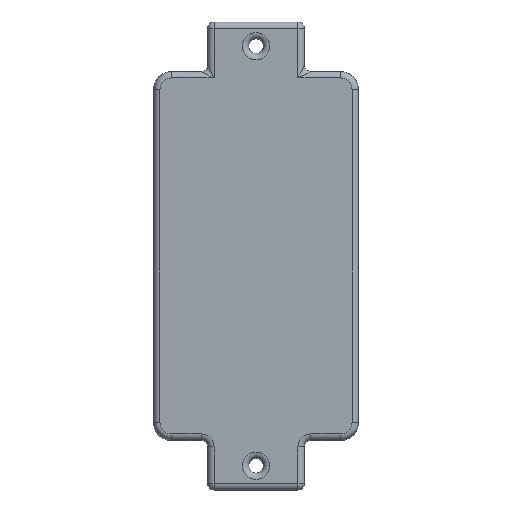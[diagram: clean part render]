
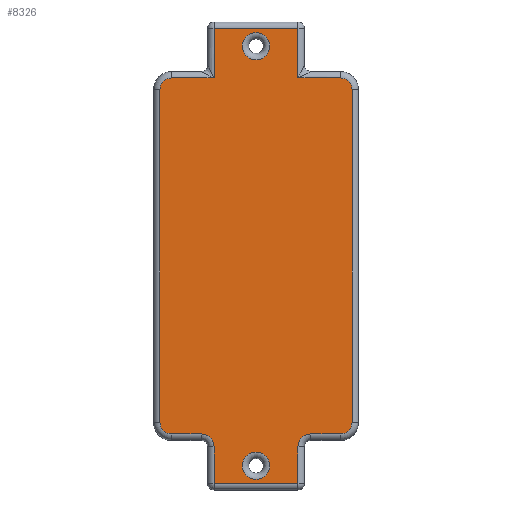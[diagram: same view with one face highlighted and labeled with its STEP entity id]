
A CAD part, top view. The second image highlights one B-rep face of the part: STEP entity #8326.
In plain terms, the highlighted planar face has unit normal (0, 0, 1).
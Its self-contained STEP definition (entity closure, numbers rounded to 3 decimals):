
#361=FACE_BOUND('',#1558,.T.);
#362=FACE_BOUND('',#1559,.T.);
#527=PLANE('',#9228);
#991=FACE_OUTER_BOUND('',#1557,.T.);
#1557=EDGE_LOOP('',(#7409,#7410,#7411,#7412,#7413,#7414,#7415,#7416,#7417,
#7418,#7419,#7420,#7421,#7422,#7423,#7424,#7425,#7426));
#1558=EDGE_LOOP('',(#7427));
#1559=EDGE_LOOP('',(#7428));
#2194=LINE('',#15519,#2808);
#2199=LINE('',#15529,#2813);
#2201=LINE('',#15533,#2815);
#2203=LINE('',#15537,#2817);
#2204=LINE('',#15551,#2818);
#2205=LINE('',#15555,#2819);
#2206=LINE('',#15559,#2820);
#2207=LINE('',#15563,#2821);
#2208=LINE('',#15565,#2822);
#2209=LINE('',#15567,#2823);
#2210=LINE('',#15571,#2824);
#2211=LINE('',#15574,#2825);
#2808=VECTOR('',#11561,10.);
#2813=VECTOR('',#11570,10.);
#2815=VECTOR('',#11574,10.);
#2817=VECTOR('',#11580,10.);
#2818=VECTOR('',#11599,10.);
#2819=VECTOR('',#11602,10.);
#2820=VECTOR('',#11605,10.);
#2821=VECTOR('',#11608,10.);
#2822=VECTOR('',#11609,10.);
#2823=VECTOR('',#11610,10.);
#2824=VECTOR('',#11613,10.);
#2825=VECTOR('',#11616,10.);
#3244=CIRCLE('',#9227,4.25);
#3245=CIRCLE('',#9229,3.652);
#3246=CIRCLE('',#9230,3.652);
#3247=CIRCLE('',#9231,3.652);
#3248=CIRCLE('',#9232,4.);
#3249=CIRCLE('',#9233,4.);
#3250=CIRCLE('',#9234,3.652);
#3251=CIRCLE('',#9235,4.25);
#3981=VERTEX_POINT('',#15397);
#3988=VERTEX_POINT('',#15451);
#3991=VERTEX_POINT('',#15501);
#3994=VERTEX_POINT('',#15511);
#3996=VERTEX_POINT('',#15517);
#4000=VERTEX_POINT('',#15532);
#4003=VERTEX_POINT('',#15545);
#4004=VERTEX_POINT('',#15549);
#4005=VERTEX_POINT('',#15552);
#4006=VERTEX_POINT('',#15554);
#4007=VERTEX_POINT('',#15556);
#4008=VERTEX_POINT('',#15558);
#4009=VERTEX_POINT('',#15560);
#4010=VERTEX_POINT('',#15562);
#4011=VERTEX_POINT('',#15564);
#4012=VERTEX_POINT('',#15566);
#4013=VERTEX_POINT('',#15568);
#4014=VERTEX_POINT('',#15570);
#4015=VERTEX_POINT('',#15572);
#4016=VERTEX_POINT('',#15575);
#5145=EDGE_CURVE('',#3996,#3988,#2194,.T.);
#5150=EDGE_CURVE('',#3988,#3981,#2199,.T.);
#5152=EDGE_CURVE('',#3991,#4000,#2201,.T.);
#5155=EDGE_CURVE('',#3994,#3991,#2203,.T.);
#5159=EDGE_CURVE('',#4003,#4003,#3244,.T.);
#5160=EDGE_CURVE('',#4000,#4004,#3245,.T.);
#5161=EDGE_CURVE('',#3981,#3994,#2204,.T.);
#5162=EDGE_CURVE('',#4005,#3996,#3246,.T.);
#5163=EDGE_CURVE('',#4006,#4005,#2205,.T.);
#5164=EDGE_CURVE('',#4007,#4006,#3247,.T.);
#5165=EDGE_CURVE('',#4008,#4007,#2206,.T.);
#5166=EDGE_CURVE('',#4009,#4008,#3248,.T.);
#5167=EDGE_CURVE('',#4010,#4009,#2207,.T.);
#5168=EDGE_CURVE('',#4011,#4010,#2208,.T.);
#5169=EDGE_CURVE('',#4012,#4011,#2209,.T.);
#5170=EDGE_CURVE('',#4013,#4012,#3249,.T.);
#5171=EDGE_CURVE('',#4014,#4013,#2210,.T.);
#5172=EDGE_CURVE('',#4015,#4014,#3250,.T.);
#5173=EDGE_CURVE('',#4004,#4015,#2211,.T.);
#5174=EDGE_CURVE('',#4016,#4016,#3251,.T.);
#7409=ORIENTED_EDGE('',*,*,#5160,.F.);
#7410=ORIENTED_EDGE('',*,*,#5152,.F.);
#7411=ORIENTED_EDGE('',*,*,#5155,.F.);
#7412=ORIENTED_EDGE('',*,*,#5161,.F.);
#7413=ORIENTED_EDGE('',*,*,#5150,.F.);
#7414=ORIENTED_EDGE('',*,*,#5145,.F.);
#7415=ORIENTED_EDGE('',*,*,#5162,.F.);
#7416=ORIENTED_EDGE('',*,*,#5163,.F.);
#7417=ORIENTED_EDGE('',*,*,#5164,.F.);
#7418=ORIENTED_EDGE('',*,*,#5165,.F.);
#7419=ORIENTED_EDGE('',*,*,#5166,.F.);
#7420=ORIENTED_EDGE('',*,*,#5167,.F.);
#7421=ORIENTED_EDGE('',*,*,#5168,.F.);
#7422=ORIENTED_EDGE('',*,*,#5169,.F.);
#7423=ORIENTED_EDGE('',*,*,#5170,.F.);
#7424=ORIENTED_EDGE('',*,*,#5171,.F.);
#7425=ORIENTED_EDGE('',*,*,#5172,.F.);
#7426=ORIENTED_EDGE('',*,*,#5173,.F.);
#7427=ORIENTED_EDGE('',*,*,#5174,.F.);
#7428=ORIENTED_EDGE('',*,*,#5159,.F.);
#8326=ADVANCED_FACE('',(#991,#361,#362),#527,.T.);
#9227=AXIS2_PLACEMENT_3D('',#15547,#11593,#11594);
#9228=AXIS2_PLACEMENT_3D('',#15548,#11595,#11596);
#9229=AXIS2_PLACEMENT_3D('',#15550,#11597,#11598);
#9230=AXIS2_PLACEMENT_3D('',#15553,#11600,#11601);
#9231=AXIS2_PLACEMENT_3D('',#15557,#11603,#11604);
#9232=AXIS2_PLACEMENT_3D('',#15561,#11606,#11607);
#9233=AXIS2_PLACEMENT_3D('',#15569,#11611,#11612);
#9234=AXIS2_PLACEMENT_3D('',#15573,#11614,#11615);
#9235=AXIS2_PLACEMENT_3D('',#15576,#11617,#11618);
#11561=DIRECTION('',(1.,0.,0.));
#11570=DIRECTION('',(0.,1.,0.));
#11574=DIRECTION('',(1.,0.,0.));
#11580=DIRECTION('',(0.,-1.,0.));
#11593=DIRECTION('center_axis',(0.,0.,
1.));
#11594=DIRECTION('ref_axis',(1.,0.,0.));
#11595=DIRECTION('center_axis',(0.,0.,
1.));
#11596=DIRECTION('ref_axis',(1.,0.,0.));
#11597=DIRECTION('center_axis',(0.,0.,
-1.));
#11598=DIRECTION('ref_axis',(0.344,0.939,0.));
#11599=DIRECTION('',(1.,0.,0.));
#11600=DIRECTION('center_axis',(0.,0.,
-1.));
#11601=DIRECTION('ref_axis',(-0.344,0.939,0.));
#11602=DIRECTION('',(0.,1.,0.));
#11603=DIRECTION('center_axis',(0.,0.,
-1.));
#11604=DIRECTION('ref_axis',(-0.707,-0.707,0.));
#11605=DIRECTION('',(-1.,0.,0.));
#11606=DIRECTION('center_axis',(0.,0.,
1.));
#11607=DIRECTION('ref_axis',(0.707,0.707,0.));
#11608=DIRECTION('',(0.,1.,0.));
#11609=DIRECTION('',(-1.,0.,0.));
#11610=DIRECTION('',(0.,-1.,0.));
#11611=DIRECTION('center_axis',(0.,0.,
1.));
#11612=DIRECTION('ref_axis',(-0.707,0.707,0.));
#11613=DIRECTION('',(-1.,0.,0.));
#11614=DIRECTION('center_axis',(0.,0.,
-1.));
#11615=DIRECTION('ref_axis',(0.707,-0.707,0.));
#11616=DIRECTION('',(0.,-1.,0.));
#11617=DIRECTION('center_axis',(0.,0.,
1.));
#11618=DIRECTION('ref_axis',(1.,0.,0.));
#15397=CARTESIAN_POINT('',(-103.,70.504,-19.605));
#15451=CARTESIAN_POINT('',(-103.,55.15,-19.605));
#15501=CARTESIAN_POINT('',(-77.,55.15,-19.605));
#15511=CARTESIAN_POINT('',(-77.,70.504,-19.605));
#15517=CARTESIAN_POINT('',(-116.099,55.15,-19.605));
#15519=CARTESIAN_POINT('',(-121.75,55.15,-19.605));
#15529=CARTESIAN_POINT('',(-103.,0.,-19.605));
#15532=CARTESIAN_POINT('',(-63.902,55.15,-19.605));
#15533=CARTESIAN_POINT('',(-121.75,55.15,-19.605));
#15537=CARTESIAN_POINT('',(-77.,-7.677,-19.605));
#15545=CARTESIAN_POINT('',(-94.25,64.999,-19.605));
#15547=CARTESIAN_POINT('Origin',(-90.,64.999,-19.605));
#15548=CARTESIAN_POINT('Origin',(-121.75,-72.504,-19.605));
#15549=CARTESIAN_POINT('',(-60.25,51.499,-19.605));
#15550=CARTESIAN_POINT('Origin',(-63.902,51.499,-19.605));
#15551=CARTESIAN_POINT('',(-90.,70.504,-19.605));
#15552=CARTESIAN_POINT('',(-119.75,51.499,-19.605));
#15553=CARTESIAN_POINT('Origin',(-116.099,51.499,-19.605));
#15554=CARTESIAN_POINT('',(-119.75,-51.498,-19.605));
#15555=CARTESIAN_POINT('',(-119.75,0.,-19.605));
#15556=CARTESIAN_POINT('',(-116.099,-55.15,-19.605));
#15557=CARTESIAN_POINT('Origin',(-116.099,-51.498,-19.605));
#15558=CARTESIAN_POINT('',(-107.,-55.15,-19.605));
#15559=CARTESIAN_POINT('',(-121.75,-55.15,-19.605));
#15560=CARTESIAN_POINT('',(-103.,-59.15,-19.605));
#15561=CARTESIAN_POINT('Origin',(-107.,-59.15,-19.605));
#15562=CARTESIAN_POINT('',(-103.,-70.504,-19.605));
#15563=CARTESIAN_POINT('',(-103.,-72.504,-19.605));
#15564=CARTESIAN_POINT('',(-77.,-70.504,-19.605));
#15565=CARTESIAN_POINT('',(-121.75,-70.504,-19.605));
#15566=CARTESIAN_POINT('',(-77.,-59.15,-19.605));
#15567=CARTESIAN_POINT('',(-77.,-64.827,-19.605));
#15568=CARTESIAN_POINT('',(-73.,-55.15,-19.605));
#15569=CARTESIAN_POINT('Origin',(-73.,-59.15,-19.605));
#15570=CARTESIAN_POINT('',(-63.902,-55.15,-19.605));
#15571=CARTESIAN_POINT('',(-121.75,-55.15,-19.605));
#15572=CARTESIAN_POINT('',(-60.25,-51.498,-19.605));
#15573=CARTESIAN_POINT('Origin',(-63.902,-51.498,-19.605));
#15574=CARTESIAN_POINT('',(-60.25,-72.504,-19.605));
#15575=CARTESIAN_POINT('',(-85.75,-64.999,-19.605));
#15576=CARTESIAN_POINT('Origin',(-90.,-64.999,-19.605));
